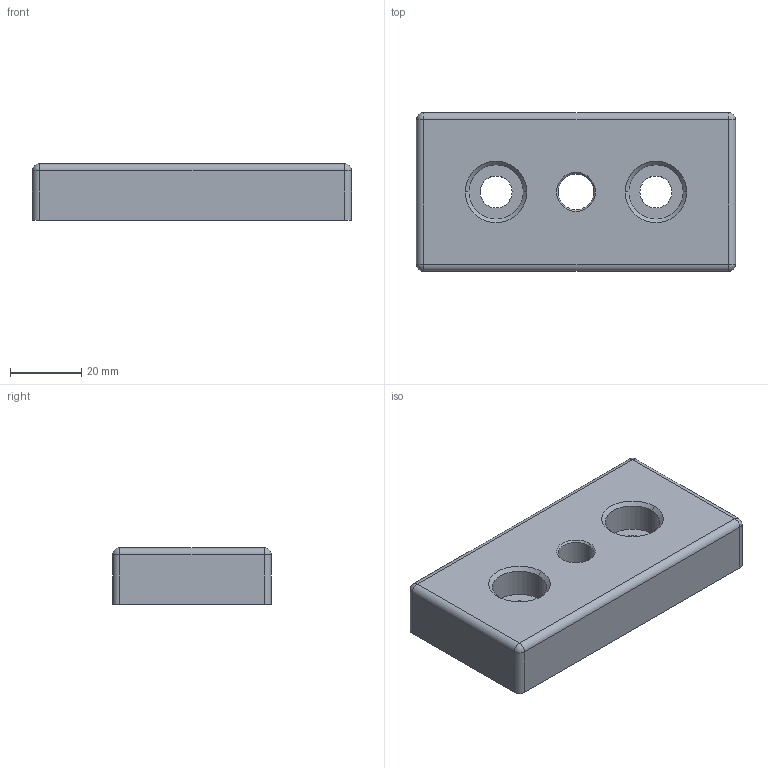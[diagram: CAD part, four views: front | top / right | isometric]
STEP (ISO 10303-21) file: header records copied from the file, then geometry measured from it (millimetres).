
FILE_DESCRIPTION (( 'STEP AP214' ), '1' );
FILE_NAME ('栖闉罻1.STEP', '2021-12-22T08:20:53', ( '砐錪賧瘔蠈錪 Windows' ), ( '' ), 'SwSTEP 2.0', 'SolidWorks 2021', '' );
FILE_SCHEMA (( 'AUTOMOTIVE_DESIGN' ));
Length unit declared in the file: millimetre
Products named in the file (2): A580 Àäàïòåð 45õ90_D (Àëþì) äëÿ îïîðû Ì12_00; 栖闉罻1
Assembly tree (1 placements, depth 2):
  栖闉罻1
    A580 Àäàïòåð 45õ90_D (Àëþì) äëÿ îïîðû Ì12_00
Bounding box: 89.8 x 44.7 x 16 mm (x, y, z)
Volume: 43126.3 mm3; surface area: 18611.3 mm2
Topology: 1 solids, 1 shells, 118 faces, 278 edges, 176 vertices
Faces by surface type: plane 54, cylinder 52, cone 8, sphere 4
Entity records: 3470 total; most frequent: DIRECTION 630, CARTESIAN_POINT 572, ORIENTED_EDGE 548, EDGE_CURVE 274, AXIS2_PLACEMENT_3D 234, VERTEX_POINT 176, VECTOR 162, LINE 162
